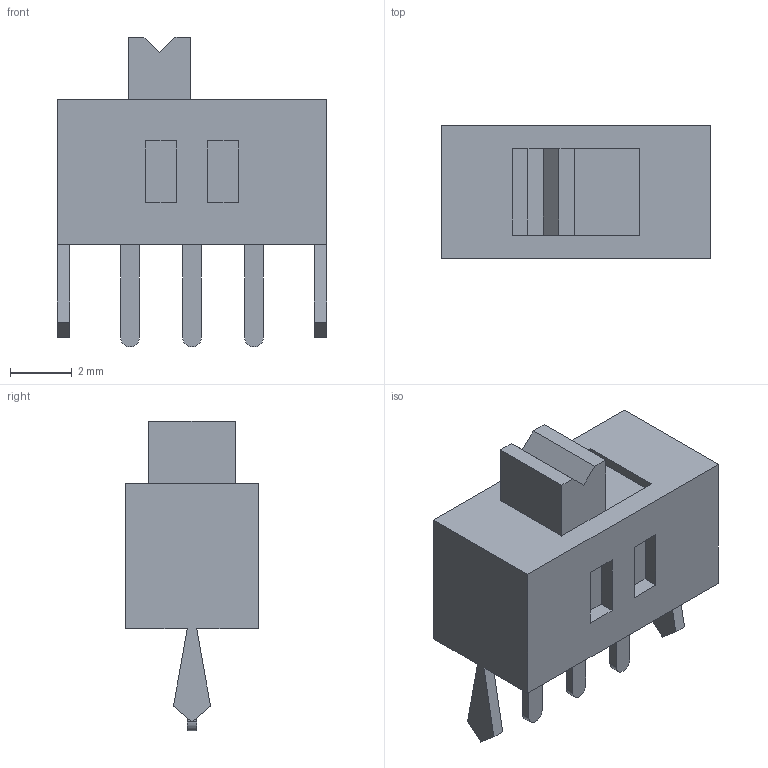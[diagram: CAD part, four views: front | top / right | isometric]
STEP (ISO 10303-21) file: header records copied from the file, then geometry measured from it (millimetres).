
FILE_DESCRIPTION(/* description */ (''),/* implementation_level */ '2;1');
FILE_NAME(/* name */ 'Switch.step',/* time_stamp */ '2022-05-17T23:11:17+03:00',/* author */ (''),/* organization */ (''),/* preprocessor_version */ 'ST-DEVELOPER v18.1',/* originating_system */ 'Autodesk Translation Framework v10.14.0.1471',/* authorisation */ '');
FILE_SCHEMA (('AUTOMOTIVE_DESIGN { 1 0 10303 214 3 1 1 }'));
Length unit declared in the file: millimetre
Products named in the file (2): Switch; black
Assembly tree (1 placements, depth 2):
  Switch
    black
Bounding box: 8.7 x 4.3 x 10 mm (x, y, z)
Volume: 186.1 mm3; surface area: 272.2 mm2
Topology: 2 solids, 2 shells, 55 faces, 135 edges, 90 vertices
Faces by surface type: plane 52, cylinder 3
Entity records: 1663 total; most frequent: CARTESIAN_POINT 283, ORIENTED_EDGE 270, DIRECTION 257, EDGE_CURVE 135, LINE 129, VECTOR 129, VERTEX_POINT 90, AXIS2_PLACEMENT_3D 64
